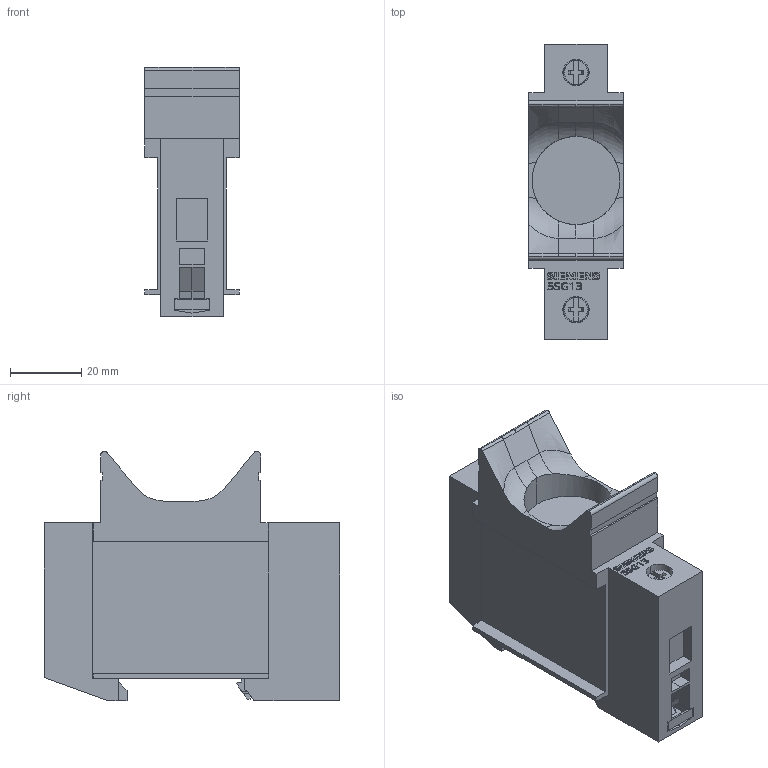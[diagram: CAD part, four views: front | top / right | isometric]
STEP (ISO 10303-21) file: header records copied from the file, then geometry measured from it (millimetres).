
FILE_DESCRIPTION(('STEP AP214'),'1');
FILE_NAME('cctmp_2D2D997F-3510-431C-807B-FA2FFF4ED37C_2023_07_21_23_24_51_0097..stp','2023-07-21T21:24:51',('SIEMENS A&D'),('CADClick - www.CADClick.com'),'Spatial InterOp 3D postprocessed',' ','unknown authorization');
FILE_SCHEMA(('AUTOMOTIVE_DESIGN'));
Length unit declared in the file: millimetre
Products named in the file (1): 2023_07_21_23_24_51_0075
Bounding box: 26.6 x 83.2 x 70.2 mm (x, y, z)
Volume: 79070.9 mm3; surface area: 21645.5 mm2
Topology: 1 solids, 2 shells, 364 faces, 992 edges, 658 vertices
Faces by surface type: plane 295, bspline 24, cylinder 21, extrusion 20, cone 4
Entity records: 14309 total; most frequent: CARTESIAN_POINT 4473, ORIENTED_EDGE 1984, DIRECTION 1466, EDGE_CURVE 992, VECTOR 684, LINE 664, VERTEX_POINT 658, EDGE_LOOP 394
